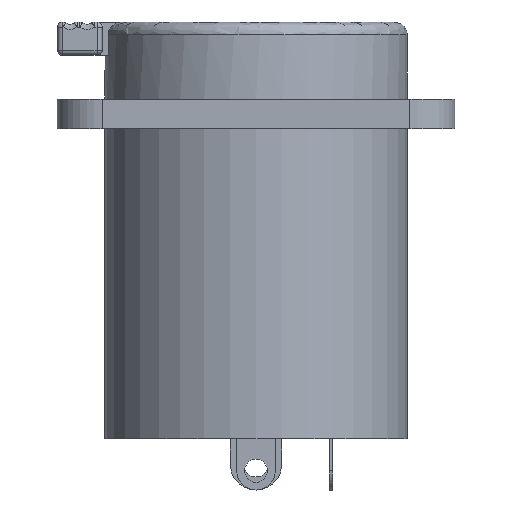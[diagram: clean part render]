
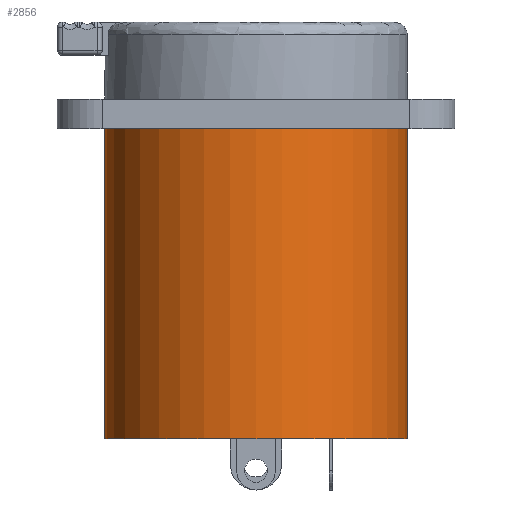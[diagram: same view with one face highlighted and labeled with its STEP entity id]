
A CAD part, left-side view. The second image highlights one B-rep face of the part: STEP entity #2856.
In plain terms, the highlighted cylindrical face has radius 11.8 mm (diameter 23.6 mm), a full revolution.
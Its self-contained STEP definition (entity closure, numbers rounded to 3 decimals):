
#2713=CARTESIAN_POINT('',(11.8,0.0,-0.0));
#2714=VERTEX_POINT('',#2713);
#2715=CARTESIAN_POINT('',(0.0,0.0,-0.0));
#2716=DIRECTION('',(-0.0,-0.0,-1.0));
#2717=DIRECTION('',(1.0,0.0,0.0));
#2718=AXIS2_PLACEMENT_3D('',#2715,#2716,#2717);
#2719=CIRCLE('',#2718,11.8);
#2720=EDGE_CURVE('n� 14',#2714,#2714,#2719,.T.);
#2767=CARTESIAN_POINT('',(11.8,0.0,-24.2));
#2768=VERTEX_POINT('',#2767);
#2769=CARTESIAN_POINT('',(0.0,0.0,-24.2));
#2770=DIRECTION('',(0.0,0.0,1.0));
#2771=DIRECTION('',(1.0,0.0,0.0));
#2772=AXIS2_PLACEMENT_3D('',#2769,#2770,#2771);
#2773=CIRCLE('',#2772,11.8);
#2774=EDGE_CURVE('n� 22',#2768,#2768,#2773,.T.);
#2787=CARTESIAN_POINT('',(11.8,-0.0,-19.8));
#2788=VERTEX_POINT('',#2787);
#2789=CARTESIAN_POINT('',(11.8,-0.0,-19.8));
#2790=CARTESIAN_POINT('',(11.8,-0.287,-19.8));
#2791=CARTESIAN_POINT('',(11.789,-0.578,-19.751));
#2792=CARTESIAN_POINT('',(11.75,-1.12,-19.564));
#2793=CARTESIAN_POINT('',(11.722,-1.377,-19.424));
#2794=CARTESIAN_POINT('',(11.659,-1.83,-19.069));
#2795=CARTESIAN_POINT('',(11.625,-2.03,-18.85));
#2796=CARTESIAN_POINT('',(11.566,-2.345,-18.36));
#2797=CARTESIAN_POINT('',(11.54,-2.463,-18.082));
#2798=CARTESIAN_POINT('',(11.511,-2.597,-17.514));
#2799=CARTESIAN_POINT('',(11.506,-2.616,-17.216));
#2800=CARTESIAN_POINT('',(11.52,-2.556,-16.646));
#2801=CARTESIAN_POINT('',(11.537,-2.478,-16.364));
#2802=CARTESIAN_POINT('',(11.586,-2.239,-15.848));
#2803=CARTESIAN_POINT('',(11.618,-2.074,-15.606));
#2804=CARTESIAN_POINT('',(11.682,-1.675,-15.19));
#2805=CARTESIAN_POINT('',(11.715,-1.435,-15.012));
#2806=CARTESIAN_POINT('',(11.768,-0.913,-14.748));
#2807=CARTESIAN_POINT('',(11.787,-0.625,-14.659));
#2808=CARTESIAN_POINT('',(11.798,-0.224,-14.607));
#2809=CARTESIAN_POINT('',(11.8,-0.112,-14.6));
#2810=CARTESIAN_POINT('',(11.8,0.287,-14.6));
#2811=CARTESIAN_POINT('',(11.789,0.578,-14.649));
#2812=CARTESIAN_POINT('',(11.75,1.12,-14.836));
#2813=CARTESIAN_POINT('',(11.722,1.377,-14.976));
#2814=CARTESIAN_POINT('',(11.659,1.83,-15.331));
#2815=CARTESIAN_POINT('',(11.625,2.03,-15.55));
#2816=CARTESIAN_POINT('',(11.566,2.345,-16.04));
#2817=CARTESIAN_POINT('',(11.54,2.463,-16.318));
#2818=CARTESIAN_POINT('',(11.511,2.597,-16.886));
#2819=CARTESIAN_POINT('',(11.506,2.616,-17.184));
#2820=CARTESIAN_POINT('',(11.52,2.556,-17.754));
#2821=CARTESIAN_POINT('',(11.537,2.478,-18.036));
#2822=CARTESIAN_POINT('',(11.586,2.239,-18.552));
#2823=CARTESIAN_POINT('',(11.618,2.074,-18.794));
#2824=CARTESIAN_POINT('',(11.682,1.675,-19.21));
#2825=CARTESIAN_POINT('',(11.715,1.435,-19.388));
#2826=CARTESIAN_POINT('',(11.768,0.913,-19.652));
#2827=CARTESIAN_POINT('',(11.787,0.625,-19.741));
#2828=CARTESIAN_POINT('',(11.798,0.224,-19.793));
#2829=CARTESIAN_POINT('',(11.8,0.112,-19.8));
#2830=CARTESIAN_POINT('',(11.8,-0.0,-19.8));
#2831=B_SPLINE_CURVE_WITH_KNOTS('',3,(#2789,#2790,#2791,#2792,#2793,#2794,#2795,#2796,#2797,#2798,
    #2799,#2800,#2801,#2802,#2803,#2804,#2805,#2806,#2807,#2808,
    #2809,#2810,#2811,#2812,#2813,#2814,#2815,#2816,#2817,#2818,
    #2819,#2820,#2821,#2822,#2823,#2824,#2825,#2826,#2827,#2828,
    #2829,#2830),.UNSPECIFIED.,.T.,.U.,
 (4,2,2,2,2,2,2,2,2,2,2,2,2,2,2,2,2,2,2,2,4),
 (0.0,0.053,0.106,0.159,0.213,0.267,0.319,0.372,0.425,0.479,0.5,0.553,0.606,0.659,0.713,0.767,0.819,0.872,0.925,0.979,1.0),.UNSPECIFIED.);
#2832=EDGE_CURVE('n� 29',#2788,#2788,#2831,.T.);
#2842=ORIENTED_EDGE('',*,*,#2720,.T.);
#2843=EDGE_LOOP('',(#2842));
#2844=FACE_OUTER_BOUND('',#2843,.T.);
#2845=ORIENTED_EDGE('',*,*,#2774,.T.);
#2846=EDGE_LOOP('',(#2845));
#2847=FACE_BOUND('',#2846,.T.);
#2848=ORIENTED_EDGE('',*,*,#2832,.T.);
#2849=EDGE_LOOP('',(#2848));
#2850=FACE_BOUND('',#2849,.T.);
#2851=CARTESIAN_POINT('',(0.0,0.0,-24.2));
#2852=DIRECTION('',(0.0,0.0,1.0));
#2853=DIRECTION('',(1.0,0.0,0.0));
#2854=AXIS2_PLACEMENT_3D('',#2851,#2852,#2853);
#2855=CYLINDRICAL_SURFACE('',#2854,11.8);
#2856=ADVANCED_FACE('n� 2',(#2844,#2847,#2850),#2855,.T.);
